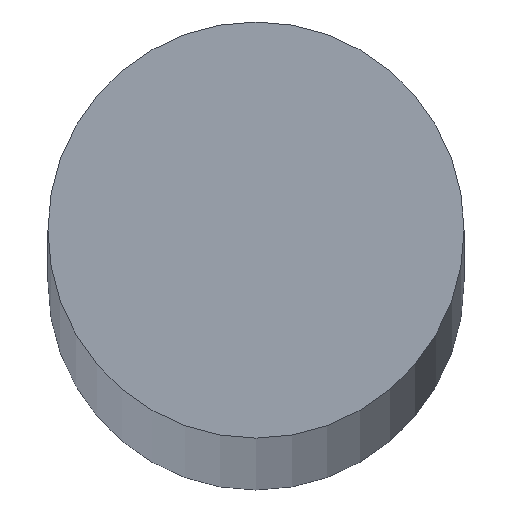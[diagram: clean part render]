
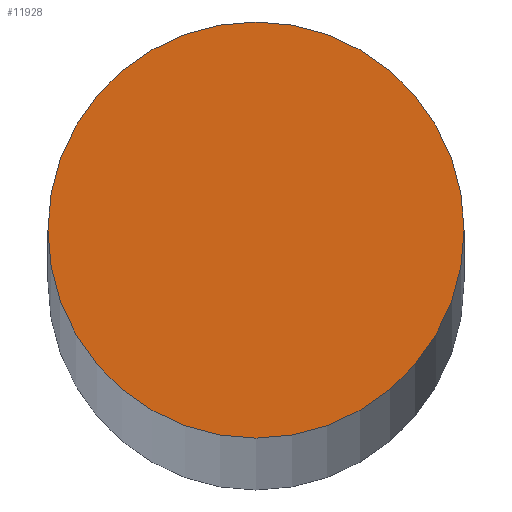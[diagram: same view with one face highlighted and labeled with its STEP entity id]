
A CAD part, top view. The second image highlights one B-rep face of the part: STEP entity #11928.
In plain terms, the highlighted planar face has unit normal (0, 0, 1).
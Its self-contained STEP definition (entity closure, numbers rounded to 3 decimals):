
#134 = CARTESIAN_POINT ( 'NONE',  ( 0., 0., 1500. ) ) ;
#575 = DIRECTION ( 'NONE',  ( 0., 0., 1. ) ) ;
#703 = CARTESIAN_POINT ( 'NONE',  ( 0., 0., 1500. ) ) ;
#2268 = AXIS2_PLACEMENT_3D ( 'NONE', #703, #5723, #15452 ) ;
#2623 = CIRCLE ( 'NONE', #13111, 21. ) ;
#2720 = DIRECTION ( 'NONE',  ( 0., 0., 1. ) ) ;
#3085 = AXIS2_PLACEMENT_3D ( 'NONE', #15375, #575, #10500 ) ;
#3766 = CIRCLE ( 'NONE', #3085, 21. ) ;
#3908 = DIRECTION ( 'NONE',  ( 1., 0., 0. ) ) ;
#4341 = CARTESIAN_POINT ( 'NONE',  ( 21., 0., 1500. ) ) ;
#4722 = FACE_OUTER_BOUND ( 'NONE', #4805, .T. ) ;
#4805 = EDGE_LOOP ( 'NONE', ( #12179, #6914 ) ) ;
#5723 = DIRECTION ( 'NONE',  ( 0., 0., 1. ) ) ;
#5777 = EDGE_CURVE ( 'NONE', #11478, #9345, #2623, .T. ) ;
#6786 = PLANE ( 'NONE',  #2268 ) ;
#6914 = ORIENTED_EDGE ( 'NONE', *, *, #9425, .T. ) ;
#9345 = VERTEX_POINT ( 'NONE', #4341 ) ;
#9425 = EDGE_CURVE ( 'NONE', #9345, #11478, #3766, .T. ) ;
#10500 = DIRECTION ( 'NONE',  ( 1., 0., 0. ) ) ;
#10872 = CARTESIAN_POINT ( 'NONE',  ( -21., 0., 1500. ) ) ;
#11478 = VERTEX_POINT ( 'NONE', #10872 ) ;
#11928 = ADVANCED_FACE ( 'NONE', ( #4722 ), #6786, .T. ) ;
#12179 = ORIENTED_EDGE ( 'NONE', *, *, #5777, .T. ) ;
#13111 = AXIS2_PLACEMENT_3D ( 'NONE', #134, #2720, #3908 ) ;
#15375 = CARTESIAN_POINT ( 'NONE',  ( 0., 0., 1500. ) ) ;
#15452 = DIRECTION ( 'NONE',  ( 1., 0., 0. ) ) ;
